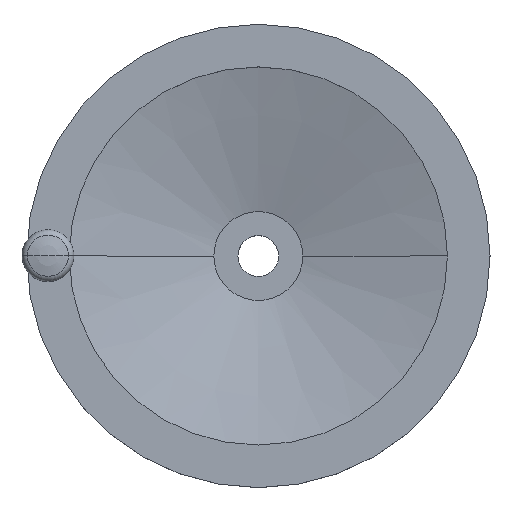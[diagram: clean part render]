
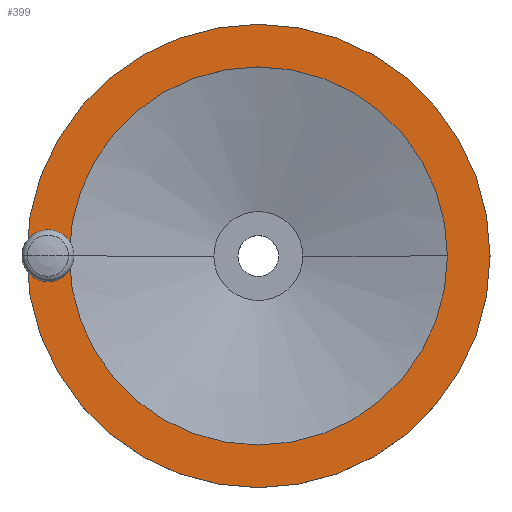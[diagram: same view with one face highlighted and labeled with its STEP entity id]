
A CAD part, top view. The second image highlights one B-rep face of the part: STEP entity #399.
In plain terms, the highlighted planar face has unit normal (0, 0, 1).
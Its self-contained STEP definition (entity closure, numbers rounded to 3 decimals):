
#179=EDGE_CURVE('',#339,#431,#476,.T.);
#185=EDGE_CURVE('',#431,#339,#483,.T.);
#193=EDGE_CURVE('',#283,#351,#494,.T.);
#247=EDGE_CURVE('',#317,#287,#555,.T.);
#255=EDGE_CURVE('',#351,#283,#564,.T.);
#273=EDGE_CURVE('',#287,#317,#582,.T.);
#283=VERTEX_POINT('',#592);
#287=VERTEX_POINT('',#597);
#317=VERTEX_POINT('',#633);
#339=VERTEX_POINT('',#658);
#351=VERTEX_POINT('',#671);
#399=ADVANCED_FACE('',(#725,#726,#727),#728,.T.);
#431=VERTEX_POINT('',#764);
#476=CIRCLE('',#807,125.0);
#483=CIRCLE('',#815,125.0);
#494=CIRCLE('',#828,102.0);
#555=CIRCLE('',#905,6.5);
#564=CIRCLE('',#917,102.0);
#582=CIRCLE('',#944,6.5);
#592=CARTESIAN_POINT('',(-102.0,0.,51.0));
#597=CARTESIAN_POINT('',(-107.0,0.,51.0));
#633=CARTESIAN_POINT('',(-120.0,0.,51.0));
#658=CARTESIAN_POINT('',(125.0,0.,51.0));
#671=CARTESIAN_POINT('',(102.0,0.,51.0));
#725=FACE_BOUND('',#1121,.T.);
#726=FACE_OUTER_BOUND('',#1122,.T.);
#727=FACE_BOUND('',#1123,.T.);
#728=PLANE('',#1124);
#764=CARTESIAN_POINT('',(-125.0,0.,51.0));
#807=AXIS2_PLACEMENT_3D('',#1211,#1212,#1213);
#815=AXIS2_PLACEMENT_3D('',#1222,#1223,#1224);
#828=AXIS2_PLACEMENT_3D('',#1244,#1245,#1246);
#905=AXIS2_PLACEMENT_3D('',#1342,#1343,#1344);
#917=AXIS2_PLACEMENT_3D('',#1359,#1360,#1361);
#944=AXIS2_PLACEMENT_3D('',#1371,#1372,#1373);
#1121=EDGE_LOOP('',(#1548,#1549));
#1122=EDGE_LOOP('',(#1550,#1551));
#1123=EDGE_LOOP('',(#1552,#1553));
#1124=AXIS2_PLACEMENT_3D('',#1554,#1555,#1556);
#1211=CARTESIAN_POINT('',(0.,0.,51.0));
#1212=DIRECTION('',(-0.0,0.0,-1.0));
#1213=DIRECTION('',(-1.0,0.,0.0));
#1222=CARTESIAN_POINT('',(0.,0.,51.0));
#1223=DIRECTION('',(-0.0,0.0,-1.0));
#1224=DIRECTION('',(-1.0,0.,0.0));
#1244=CARTESIAN_POINT('',(0.,0.,51.0));
#1245=DIRECTION('',(-0.0,0.0,-1.0));
#1246=DIRECTION('',(-1.0,0.,0.0));
#1342=CARTESIAN_POINT('',(-113.5,0.,51.0));
#1343=DIRECTION('',(-0.0,0.0,-1.0));
#1344=DIRECTION('',(-1.0,0.,0.0));
#1359=CARTESIAN_POINT('',(0.,0.,51.0));
#1360=DIRECTION('',(-0.0,0.0,-1.0));
#1361=DIRECTION('',(-1.0,0.,0.0));
#1371=CARTESIAN_POINT('',(-113.5,0.,51.0));
#1372=DIRECTION('',(-0.0,0.0,-1.0));
#1373=DIRECTION('',(-1.0,0.,0.0));
#1548=ORIENTED_EDGE('',*,*,#247,.T.);
#1549=ORIENTED_EDGE('',*,*,#273,.T.);
#1550=ORIENTED_EDGE('',*,*,#185,.F.);
#1551=ORIENTED_EDGE('',*,*,#179,.F.);
#1552=ORIENTED_EDGE('',*,*,#193,.T.);
#1553=ORIENTED_EDGE('',*,*,#255,.T.);
#1554=CARTESIAN_POINT('',(-113.5,0.,51.0));
#1555=DIRECTION('',(0.0,0.0,1.0));
#1556=DIRECTION('',(-1.0,0.,0.0));
